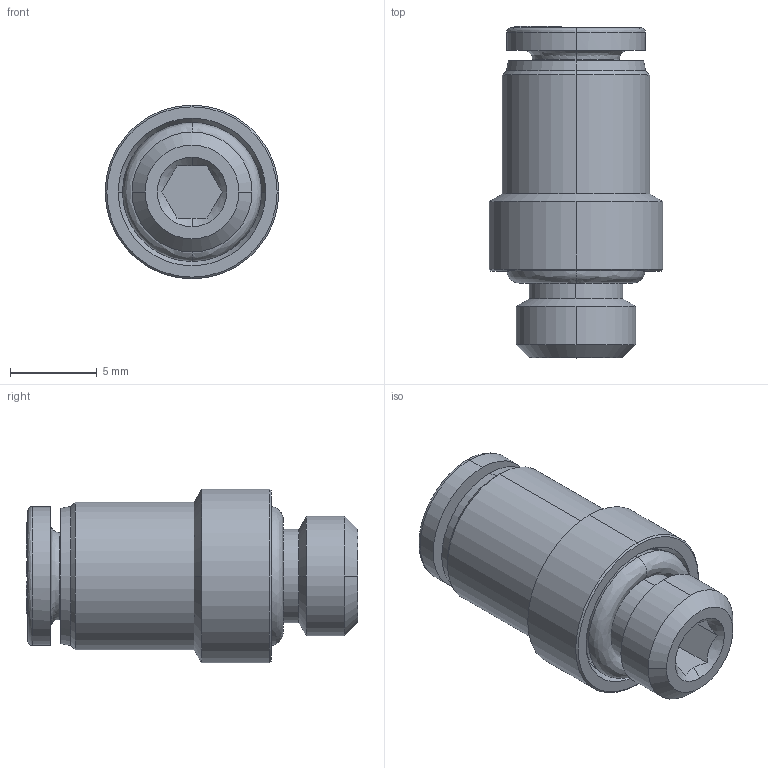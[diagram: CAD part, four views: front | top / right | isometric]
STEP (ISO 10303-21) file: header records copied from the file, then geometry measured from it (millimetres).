
FILE_DESCRIPTION (( 'STEP AP214' ), '1' );
FILE_NAME ('5601000002.STEP', '2015-09-14T13:59:02', ( 'ST01' ), ( '' ), 'SwSTEP 2.0', 'SolidWorks 2015', '' );
FILE_SCHEMA (( 'AUTOMOTIVE_DESIGN' ));
Length unit declared in the file: millimetre
Products named in the file (1): 5601000002
Bounding box: 10 x 19.1 x 10 mm (x, y, z)
Volume: 894.1 mm3; surface area: 1152.5 mm2
Topology: 3 solids, 3 shells, 290 faces, 774 edges, 508 vertices
Faces by surface type: plane 162, bspline 78, cylinder 30, cone 20
Entity records: 11615 total; most frequent: CARTESIAN_POINT 4019, ORIENTED_EDGE 1548, DIRECTION 1146, EDGE_CURVE 774, LINE 508, VECTOR 508, VERTEX_POINT 508, AXIS2_PLACEMENT_3D 319
